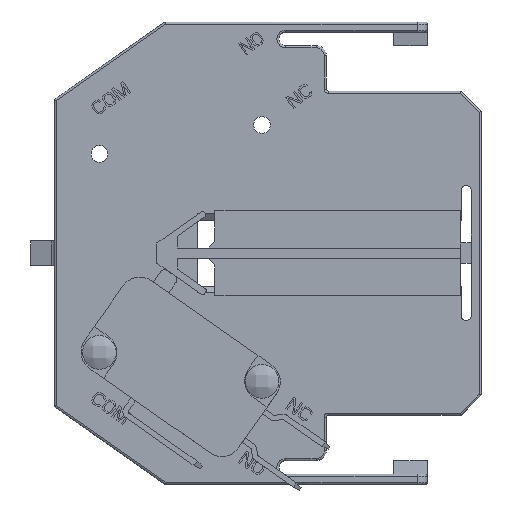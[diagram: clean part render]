
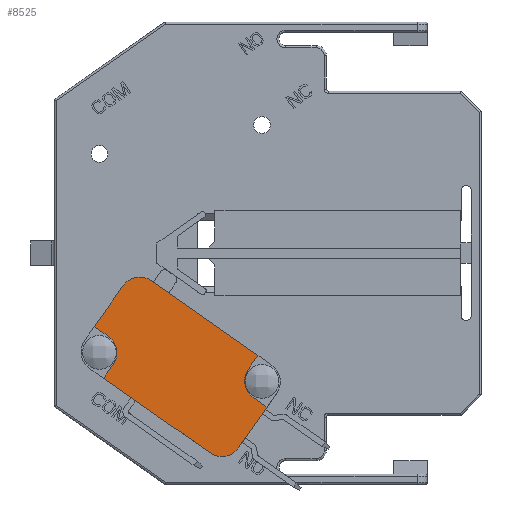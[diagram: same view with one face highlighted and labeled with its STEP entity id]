
A CAD part, left-side view. The second image highlights one B-rep face of the part: STEP entity #8525.
In plain terms, the highlighted planar face has unit normal (-1, 0, 0).
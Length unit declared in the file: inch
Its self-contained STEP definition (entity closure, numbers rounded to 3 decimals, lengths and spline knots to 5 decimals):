
#104 = ORIENTED_EDGE ( 'NONE', *, *, #26386, .F. ) ;
#185 = LINE ( 'NONE', #11822, #18482 ) ;
#493 = VECTOR ( 'NONE', #9125, 39.37008 ) ;
#922 = LINE ( 'NONE', #15298, #23215 ) ;
#1257 = VERTEX_POINT ( 'NONE', #26907 ) ;
#2228 = LINE ( 'NONE', #19051, #15605 ) ;
#2549 = EDGE_CURVE ( 'NONE', #19441, #20988, #27809, .T. ) ;
#2755 = AXIS2_PLACEMENT_3D ( 'NONE', #10418, #5830, #15170 ) ;
#2886 = CARTESIAN_POINT ( 'NONE',  ( -0.40157, 1.41758, -1.13683 ) ) ;
#2978 = DIRECTION ( 'NONE',  ( 0., 0.574, -0.819 ) ) ;
#3983 = EDGE_CURVE ( 'NONE', #19933, #18786, #922, .T. ) ;
#4063 = ORIENTED_EDGE ( 'NONE', *, *, #14812, .F. ) ;
#4155 = DIRECTION ( 'NONE',  ( -1., 0., 0. ) ) ;
#4309 = DIRECTION ( 'NONE',  ( 0., 0.574, -0.819 ) ) ;
#4511 = VERTEX_POINT ( 'NONE', #18155 ) ;
#4739 = VERTEX_POINT ( 'NONE', #26882 ) ;
#5110 = CARTESIAN_POINT ( 'NONE',  ( -0.40157, 1.25047, -0.89818 ) ) ;
#5203 = DIRECTION ( 'NONE',  ( 0., -0.819, -0.574 ) ) ;
#5271 = CIRCLE ( 'NONE', #24299, 0.11811 ) ;
#5830 = DIRECTION ( 'NONE',  ( 1., 0., 0. ) ) ;
#6849 = VERTEX_POINT ( 'NONE', #17965 ) ;
#7276 = DIRECTION ( 'NONE',  ( 0., -0.574, 0.819 ) ) ;
#7294 = CARTESIAN_POINT ( 'NONE',  ( -0.40157, 1.3601, -0.67723 ) ) ;
#7412 = ORIENTED_EDGE ( 'NONE', *, *, #16775, .F. ) ;
#7968 = PLANE ( 'NONE',  #2755 ) ;
#8490 = EDGE_CURVE ( 'NONE', #21521, #17056, #10863, .T. ) ;
#8525 = ADVANCED_FACE ( 'NONE', ( #19595 ), #7968, .F. ) ;
#8668 = DIRECTION ( 'NONE',  ( 0., 0.574, -0.819 ) ) ;
#9125 = DIRECTION ( 'NONE',  ( 0., 0.819, 0.574 ) ) ;
#10079 = CARTESIAN_POINT ( 'NONE',  ( -0.40157, 2.14805, -0.64939 ) ) ;
#10148 = VECTOR ( 'NONE', #14857, 39.37008 ) ;
#10261 = DIRECTION ( 'NONE',  ( 0., 0.574, -0.819 ) ) ;
#10275 = DIRECTION ( 'NONE',  ( 0., 0.819, 0.574 ) ) ;
#10305 = EDGE_CURVE ( 'NONE', #18786, #21521, #5271, .T. ) ;
#10418 = CARTESIAN_POINT ( 'NONE',  ( -0.40157, 1.75408, -0.66331 ) ) ;
#10863 = LINE ( 'NONE', #24305, #18836 ) ;
#11017 = CARTESIAN_POINT ( 'NONE',  ( -0.40157, 2.2045, -0.73001 ) ) ;
#11401 = CARTESIAN_POINT ( 'NONE',  ( -0.40157, 2.17705, -0.48489 ) ) ;
#11822 = CARTESIAN_POINT ( 'NONE',  ( -0.40157, 1.57455, -0.40692 ) ) ;
#12024 = ORIENTED_EDGE ( 'NONE', *, *, #8490, .F. ) ;
#12411 = CARTESIAN_POINT ( 'NONE',  ( -0.40157, 2.02498, -0.47362 ) ) ;
#12600 = CARTESIAN_POINT ( 'NONE',  ( -0.40157, 1.26335, -0.74498 ) ) ;
#13262 = LINE ( 'NONE', #25001, #493 ) ;
#13862 = CIRCLE ( 'NONE', #17276, 0.11811 ) ;
#14536 = CIRCLE ( 'NONE', #26194, 0.11811 ) ;
#14673 = AXIS2_PLACEMENT_3D ( 'NONE', #25221, #4155, #4309 ) ;
#14812 = EDGE_CURVE ( 'NONE', #29364, #19933, #21409, .T. ) ;
#14857 = DIRECTION ( 'NONE',  ( 0., -0.574, 0.819 ) ) ;
#15170 = DIRECTION ( 'NONE',  ( 0., 0.574, -0.819 ) ) ;
#15298 = CARTESIAN_POINT ( 'NONE',  ( -0.40157, 1.3058, -0.97719 ) ) ;
#15605 = VECTOR ( 'NONE', #7276, 39.37008 ) ;
#16130 = CARTESIAN_POINT ( 'NONE',  ( -0.40157, 1.69875, -0.5843 ) ) ;
#16560 = DIRECTION ( 'NONE',  ( 0., -0.819, -0.574 ) ) ;
#16693 = LINE ( 'NONE', #12411, #10148 ) ;
#16775 = EDGE_CURVE ( 'NONE', #6849, #1257, #185, .T. ) ;
#17056 = VERTEX_POINT ( 'NONE', #11017 ) ;
#17276 = AXIS2_PLACEMENT_3D ( 'NONE', #29746, #17840, #20286 ) ;
#17840 = DIRECTION ( 'NONE',  ( 1., 0., 0. ) ) ;
#17965 = CARTESIAN_POINT ( 'NONE',  ( -0.40157, 1.92608, -0.16078 ) ) ;
#18155 = CARTESIAN_POINT ( 'NONE',  ( -0.40157, 2.09057, -0.18979 ) ) ;
#18482 = VECTOR ( 'NONE', #16560, 39.37008 ) ;
#18515 = ORIENTED_EDGE ( 'NONE', *, *, #2549, .F. ) ;
#18786 = VERTEX_POINT ( 'NONE', #2886 ) ;
#18836 = VECTOR ( 'NONE', #10275, 39.37008 ) ;
#19051 = CARTESIAN_POINT ( 'NONE',  ( -0.40157, 2.20235, -0.34942 ) ) ;
#19441 = VERTEX_POINT ( 'NONE', #10079 ) ;
#19595 = FACE_OUTER_BOUND ( 'NONE', #23183, .T. ) ;
#19933 = VERTEX_POINT ( 'NONE', #5110 ) ;
#20220 = ORIENTED_EDGE ( 'NONE', *, *, #25351, .F. ) ;
#20286 = DIRECTION ( 'NONE',  ( 0., -0.574, 0.819 ) ) ;
#20482 = VECTOR ( 'NONE', #8668, 39.37008 ) ;
#20988 = VERTEX_POINT ( 'NONE', #11401 ) ;
#21061 = DIRECTION ( 'NONE',  ( 0., -0.574, 0.819 ) ) ;
#21409 = LINE ( 'NONE', #16130, #22281 ) ;
#21462 = DIRECTION ( 'NONE',  ( -1., 0., 0. ) ) ;
#21521 = VERTEX_POINT ( 'NONE', #28595 ) ;
#21629 = ORIENTED_EDGE ( 'NONE', *, *, #3983, .F. ) ;
#21655 = CARTESIAN_POINT ( 'NONE',  ( -0.40157, 1.51433, -1.06909 ) ) ;
#22243 = ORIENTED_EDGE ( 'NONE', *, *, #28466, .F. ) ;
#22281 = VECTOR ( 'NONE', #5203, 39.37008 ) ;
#23181 = VERTEX_POINT ( 'NONE', #7294 ) ;
#23183 = EDGE_LOOP ( 'NONE', ( #24707, #21629, #4063, #28956, #29345, #7412, #20220, #22243, #23891, #18515, #104, #12024 ) ) ;
#23215 = VECTOR ( 'NONE', #10261, 39.37008 ) ;
#23632 = DIRECTION ( 'NONE',  ( 1., 0., 0. ) ) ;
#23845 = CARTESIAN_POINT ( 'NONE',  ( -0.40157, 1.3311, -0.84173 ) ) ;
#23891 = ORIENTED_EDGE ( 'NONE', *, *, #30073, .F. ) ;
#24299 = AXIS2_PLACEMENT_3D ( 'NONE', #21655, #23632, #21061 ) ;
#24305 = CARTESIAN_POINT ( 'NONE',  ( -0.40157, 1.9336, -0.9197 ) ) ;
#24707 = ORIENTED_EDGE ( 'NONE', *, *, #10305, .F. ) ;
#25001 = CARTESIAN_POINT ( 'NONE',  ( -0.40157, 1.8094, -0.74232 ) ) ;
#25221 = CARTESIAN_POINT ( 'NONE',  ( -0.40157, 2.2448, -0.58164 ) ) ;
#25351 = EDGE_CURVE ( 'NONE', #4511, #6849, #13862, .T. ) ;
#25951 = EDGE_CURVE ( 'NONE', #23181, #29364, #14536, .T. ) ;
#26194 = AXIS2_PLACEMENT_3D ( 'NONE', #12600, #21462, #2978 ) ;
#26386 = EDGE_CURVE ( 'NONE', #17056, #19441, #16693, .T. ) ;
#26882 = CARTESIAN_POINT ( 'NONE',  ( -0.40157, 2.25768, -0.42844 ) ) ;
#26907 = CARTESIAN_POINT ( 'NONE',  ( -0.40157, 1.30365, -0.59661 ) ) ;
#27809 = CIRCLE ( 'NONE', #14673, 0.11811 ) ;
#27903 = CARTESIAN_POINT ( 'NONE',  ( -0.40157, 1.48317, -0.853 ) ) ;
#28466 = EDGE_CURVE ( 'NONE', #4739, #4511, #2228, .T. ) ;
#28595 = CARTESIAN_POINT ( 'NONE',  ( -0.40157, 1.58207, -1.16584 ) ) ;
#28956 = ORIENTED_EDGE ( 'NONE', *, *, #25951, .F. ) ;
#29345 = ORIENTED_EDGE ( 'NONE', *, *, #30034, .F. ) ;
#29364 = VERTEX_POINT ( 'NONE', #23845 ) ;
#29746 = CARTESIAN_POINT ( 'NONE',  ( -0.40157, 1.99382, -0.25753 ) ) ;
#30034 = EDGE_CURVE ( 'NONE', #1257, #23181, #30199, .T. ) ;
#30073 = EDGE_CURVE ( 'NONE', #20988, #4739, #13262, .T. ) ;
#30199 = LINE ( 'NONE', #27903, #20482 ) ;
